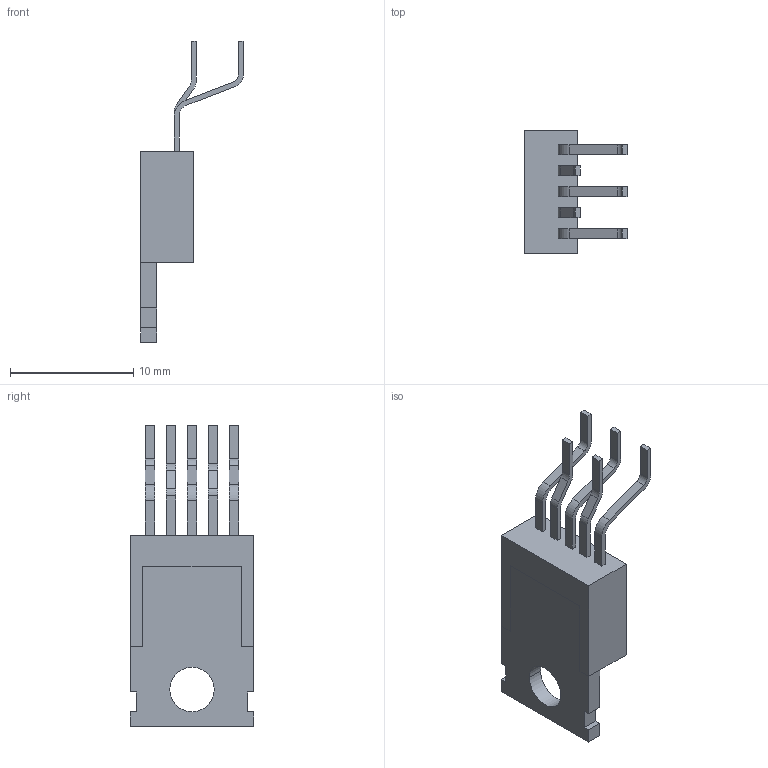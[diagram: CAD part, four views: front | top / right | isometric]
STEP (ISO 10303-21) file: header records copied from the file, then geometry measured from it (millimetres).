
FILE_DESCRIPTION (( 'STEP AP214' ), '1' );
FILE_NAME ('LM2576HV.STEP', '2021-06-01T14:43:42', ( '' ), ( '' ), 'SwSTEP 2.0', 'SolidWorks 2021', '' );
FILE_SCHEMA (( 'AUTOMOTIVE_DESIGN' ));
Length unit declared in the file: millimetre
Products named in the file (6): LM2576HV; MOSFET_TO220_case; TO220AB_TypeC(without_pin); MOSFET_TO220_metal_pad; pin_LM2576HV; MOSFET_TO220_junction
Assembly tree (5 placements, depth 3):
  LM2576HV
    pin_LM2576HV
    TO220AB_TypeC(without_pin)
      MOSFET_TO220_metal_pad
      MOSFET_TO220_junction
      MOSFET_TO220_case
Bounding box: 8.3 x 10 x 24.4 mm (x, y, z)
Volume: 473.8 mm3; surface area: 804.2 mm2
Topology: 8 solids, 8 shells, 111 faces, 282 edges, 188 vertices
Faces by surface type: plane 89, cylinder 22
Entity records: 3584 total; most frequent: CARTESIAN_POINT 590, DIRECTION 566, ORIENTED_EDGE 564, EDGE_CURVE 282, VECTOR 238, LINE 238, VERTEX_POINT 188, AXIS2_PLACEMENT_3D 164
